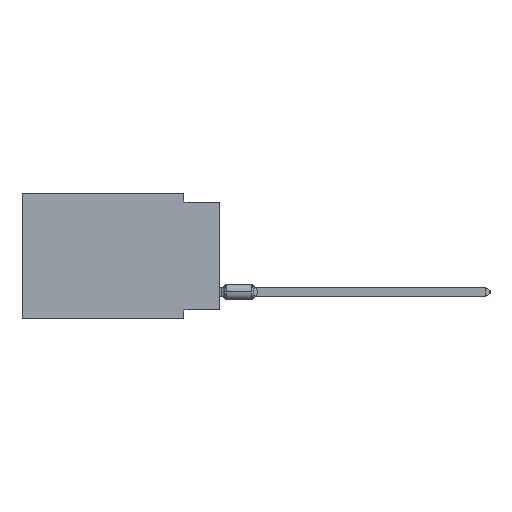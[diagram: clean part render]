
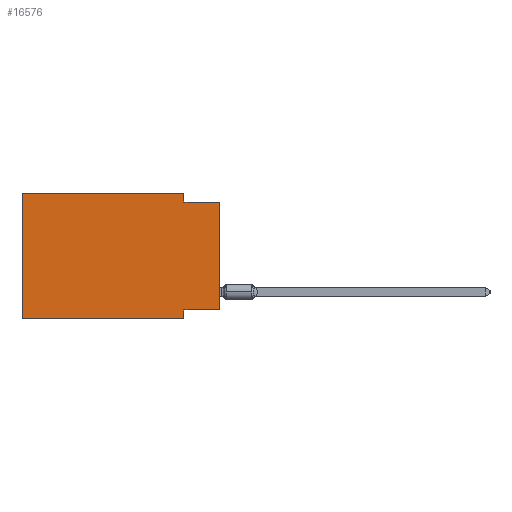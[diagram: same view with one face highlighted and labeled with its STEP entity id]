
A CAD part, left-side view. The second image highlights one B-rep face of the part: STEP entity #16576.
In plain terms, the highlighted planar face has unit normal (-1, 0, 0).
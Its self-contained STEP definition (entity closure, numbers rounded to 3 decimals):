
#610 = CARTESIAN_POINT ( 'NONE',  ( 0., 13.97, -8.89 ) ) ;
#1046 = PLANE ( 'NONE',  #88285 ) ;
#3834 = DIRECTION ( 'NONE',  ( 0., 0., 1. ) ) ;
#5540 = DIRECTION ( 'NONE',  ( 0., 0., -1. ) ) ;
#10089 = CARTESIAN_POINT ( 'NONE',  ( 0., 13.97, 0. ) ) ;
#10435 = DIRECTION ( 'NONE',  ( 0., -1., 0. ) ) ;
#13828 = LINE ( 'NONE', #10089, #58297 ) ;
#16576 = ADVANCED_FACE ( 'NONE', ( #45075 ), #1046, .F. ) ;
#19085 = CARTESIAN_POINT ( 'NONE',  ( 0., 2.54, -0.635 ) ) ;
#19282 = EDGE_CURVE ( 'NONE', #89401, #39616, #86474, .T. ) ;
#20549 = LINE ( 'NONE', #105892, #26881 ) ;
#22361 = VECTOR ( 'NONE', #3834, 1000. ) ;
#22460 = CARTESIAN_POINT ( 'NONE',  ( 0., 2.54, 0. ) ) ;
#24160 = ORIENTED_EDGE ( 'NONE', *, *, #104331, .F. ) ;
#24592 = DIRECTION ( 'NONE',  ( 0., 0., -1. ) ) ;
#25444 = VERTEX_POINT ( 'NONE', #31143 ) ;
#26460 = DIRECTION ( 'NONE',  ( 0., 0., -1. ) ) ;
#26881 = VECTOR ( 'NONE', #10435, 1000. ) ;
#29397 = CARTESIAN_POINT ( 'NONE',  ( 0., 2.54, -8.89 ) ) ;
#31143 = CARTESIAN_POINT ( 'NONE',  ( 0., 2.54, 0. ) ) ;
#32421 = EDGE_CURVE ( 'NONE', #41164, #25444, #20549, .T. ) ;
#35045 = DIRECTION ( 'NONE',  ( 0., -1., 0. ) ) ;
#36564 = VECTOR ( 'NONE', #5540, 1000. ) ;
#36857 = EDGE_CURVE ( 'NONE', #25444, #66269, #99877, .T. ) ;
#39186 = CARTESIAN_POINT ( 'NONE',  ( 0., 0., -8.255 ) ) ;
#39444 = LINE ( 'NONE', #73918, #86227 ) ;
#39616 = VERTEX_POINT ( 'NONE', #29397 ) ;
#40933 = CARTESIAN_POINT ( 'NONE',  ( 0., 2.54, -8.255 ) ) ;
#41164 = VERTEX_POINT ( 'NONE', #60815 ) ;
#41529 = CARTESIAN_POINT ( 'NONE',  ( 0., 0., -0.635 ) ) ;
#43890 = VERTEX_POINT ( 'NONE', #40933 ) ;
#43978 = EDGE_LOOP ( 'NONE', ( #53080, #24160, #62999, #109294, #90304, #107884, #93516, #91164 ) ) ;
#44539 = DIRECTION ( 'NONE',  ( 0., 0., 1. ) ) ;
#44884 = VECTOR ( 'NONE', #35045, 1000. ) ;
#45075 = FACE_OUTER_BOUND ( 'NONE', #43978, .T. ) ;
#47306 = LINE ( 'NONE', #81235, #22361 ) ;
#47973 = EDGE_CURVE ( 'NONE', #73907, #70736, #47306, .T. ) ;
#53080 = ORIENTED_EDGE ( 'NONE', *, *, #47973, .T. ) ;
#54195 = CARTESIAN_POINT ( 'NONE',  ( 0., 0., -0.635 ) ) ;
#58297 = VECTOR ( 'NONE', #44539, 1000. ) ;
#59351 = LINE ( 'NONE', #54195, #74327 ) ;
#59487 = EDGE_CURVE ( 'NONE', #89401, #41164, #13828, .T. ) ;
#60815 = CARTESIAN_POINT ( 'NONE',  ( 0., 13.97, 0. ) ) ;
#62999 = ORIENTED_EDGE ( 'NONE', *, *, #36857, .F. ) ;
#64487 = CARTESIAN_POINT ( 'NONE',  ( 0., 13.97, -8.89 ) ) ;
#66269 = VERTEX_POINT ( 'NONE', #19085 ) ;
#70736 = VERTEX_POINT ( 'NONE', #41529 ) ;
#73119 = EDGE_CURVE ( 'NONE', #73907, #43890, #39444, .T. ) ;
#73907 = VERTEX_POINT ( 'NONE', #39186 ) ;
#73918 = CARTESIAN_POINT ( 'NONE',  ( 0., 0., -8.255 ) ) ;
#74327 = VECTOR ( 'NONE', #88133, 1000. ) ;
#80086 = VECTOR ( 'NONE', #24592, 1000. ) ;
#81235 = CARTESIAN_POINT ( 'NONE',  ( 0., 0., 0. ) ) ;
#81697 = EDGE_CURVE ( 'NONE', #43890, #39616, #101993, .T. ) ;
#86227 = VECTOR ( 'NONE', #108952, 1000. ) ;
#86474 = LINE ( 'NONE', #610, #44884 ) ;
#88133 = DIRECTION ( 'NONE',  ( 0., -1., 0. ) ) ;
#88285 = AXIS2_PLACEMENT_3D ( 'NONE', #95934, #103859, #26460 ) ;
#89401 = VERTEX_POINT ( 'NONE', #64487 ) ;
#90304 = ORIENTED_EDGE ( 'NONE', *, *, #59487, .F. ) ;
#91164 = ORIENTED_EDGE ( 'NONE', *, *, #73119, .F. ) ;
#93516 = ORIENTED_EDGE ( 'NONE', *, *, #81697, .F. ) ;
#93529 = CARTESIAN_POINT ( 'NONE',  ( 0., 2.54, -8.89 ) ) ;
#95934 = CARTESIAN_POINT ( 'NONE',  ( 0., 13.97, 0. ) ) ;
#99877 = LINE ( 'NONE', #22460, #36564 ) ;
#101993 = LINE ( 'NONE', #93529, #80086 ) ;
#103859 = DIRECTION ( 'NONE',  ( 1., 0., 0. ) ) ;
#104331 = EDGE_CURVE ( 'NONE', #66269, #70736, #59351, .T. ) ;
#105892 = CARTESIAN_POINT ( 'NONE',  ( 0., 13.97, 0. ) ) ;
#107884 = ORIENTED_EDGE ( 'NONE', *, *, #19282, .T. ) ;
#108952 = DIRECTION ( 'NONE',  ( 0., 1., 0. ) ) ;
#109294 = ORIENTED_EDGE ( 'NONE', *, *, #32421, .F. ) ;
